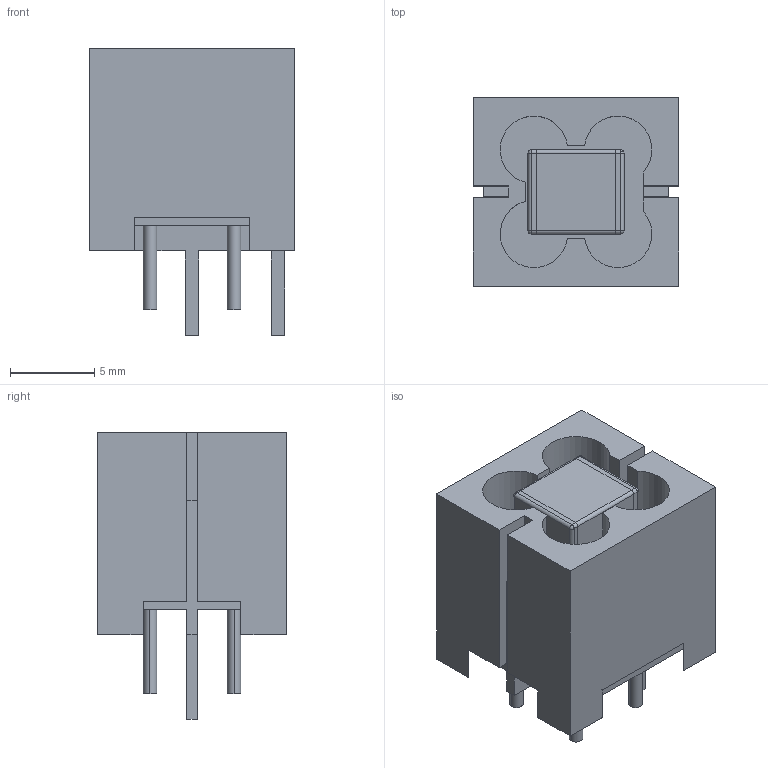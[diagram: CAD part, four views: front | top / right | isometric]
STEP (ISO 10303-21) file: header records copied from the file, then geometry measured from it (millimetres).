
FILE_DESCRIPTION((''),'2;1');
FILE_NAME('FIL_MURATA_BNX016.stp','2014-11-18T16:03:25',(''),(''),'Mechanical Desktop 2011','Mechanical Desktop 2011',', , ');
FILE_SCHEMA(('AUTOMOTIVE_DESIGN { 1 2 10303 214 1 1 1 1 }'));
Length unit declared in the file: millimetre
Products named in the file (1): Product
Bounding box: 12.2 x 11.2 x 17 mm (x, y, z)
Volume: 1347.3 mm3; surface area: 1707.1 mm2
Topology: 9 solids, 9 shells, 120 faces, 286 edges, 180 vertices
Faces by surface type: plane 57, cylinder 32, bspline 21, sphere 10
Entity records: 3464 total; most frequent: CARTESIAN_POINT 646, ORIENTED_EDGE 564, DIRECTION 554, EDGE_CURVE 282, VECTOR 210, LINE 210, VERTEX_POINT 180, AXIS2_PLACEMENT_3D 172
